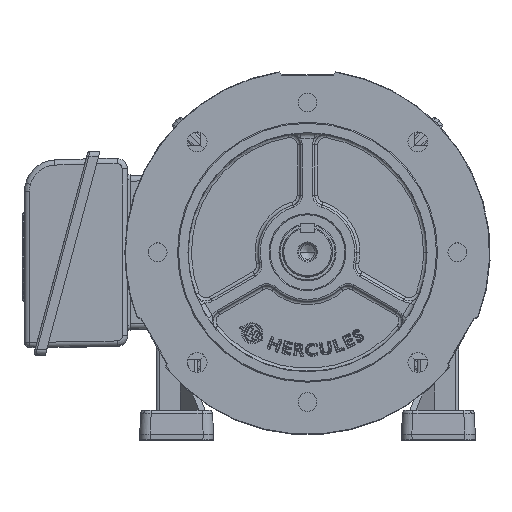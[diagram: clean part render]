
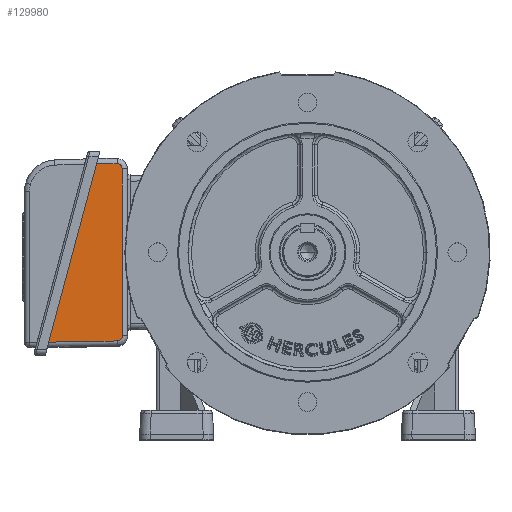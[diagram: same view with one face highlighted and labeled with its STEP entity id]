
A CAD part, top view. The second image highlights one B-rep face of the part: STEP entity #129980.
In plain terms, the highlighted face is planar.
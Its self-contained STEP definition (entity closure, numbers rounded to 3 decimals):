
#1352 = CARTESIAN_POINT ( 'NONE',  ( 87.5, 12.221, 55.11 ) ) ;
#2520 = AXIS2_PLACEMENT_3D ( 'NONE', #1352, #119575, #142465 ) ;
#7119 = VERTEX_POINT ( 'NONE', #108226 ) ;
#7245 = ORIENTED_EDGE ( 'NONE', *, *, #66165, .T. ) ;
#8115 = LINE ( 'NONE', #31779, #149468 ) ;
#13464 = EDGE_CURVE ( 'NONE', #99138, #7119, #24939, .T. ) ;
#16556 = DIRECTION ( 'NONE',  ( 0.017, 0.017, -1. ) ) ;
#17935 = DIRECTION ( 'NONE',  ( -0.005, 1., 0. ) ) ;
#22802 = CARTESIAN_POINT ( 'NONE',  ( 87.981, 83.084, 7.584 ) ) ;
#23177 = VECTOR ( 'NONE', #127190, 1000. ) ;
#24939 = LINE ( 'NONE', #127946, #23177 ) ;
#26727 = VERTEX_POINT ( 'NONE', #52790 ) ;
#31401 =( BOUNDED_CURVE ( )  B_SPLINE_CURVE ( 3, ( #127322, #22802, #128815, #117371 ),
 .UNSPECIFIED., .F., .F. ) 
 B_SPLINE_CURVE_WITH_KNOTS ( ( 4, 4 ),
 ( 3.403, 4.957 ),
 .UNSPECIFIED. ) 
 CURVE ( )  GEOMETRIC_REPRESENTATION_ITEM ( )  RATIONAL_B_SPLINE_CURVE ( ( 1., 0.809, 0.809, 1. ) ) 
 REPRESENTATION_ITEM ( '' )  );
#31779 = CARTESIAN_POINT ( 'NONE',  ( 88.66, -85.148, 12.413 ) ) ;
#34054 = CARTESIAN_POINT ( 'NONE',  ( 87.5, -86.355, 81.523 ) ) ;
#41268 =( BOUNDED_CURVE ( )  B_SPLINE_CURVE ( 3, ( #119243, #106291, #59050, #61292 ),
 .UNSPECIFIED., .F., .T. ) 
 B_SPLINE_CURVE_WITH_KNOTS ( ( 4, 4 ),
 ( 1.85, 3.403 ),
 .UNSPECIFIED. ) 
 CURVE ( )  GEOMETRIC_REPRESENTATION_ITEM ( )  RATIONAL_B_SPLINE_CURVE ( ( 1., 0.809, 0.809, 1. ) ) 
 REPRESENTATION_ITEM ( '' )  );
#43109 = VECTOR ( 'NONE', #138668, 1000. ) ;
#43871 = CARTESIAN_POINT ( 'NONE',  ( 87.889, 85.195, 12.497 ) ) ;
#44406 = VERTEX_POINT ( 'NONE', #43871 ) ;
#49333 = EDGE_CURVE ( 'NONE', #99138, #147734, #8115, .T. ) ;
#52790 = CARTESIAN_POINT ( 'NONE',  ( 88.719, -80.15, 7.584 ) ) ;
#55803 = EDGE_CURVE ( 'NONE', #26727, #92231, #146095, .T. ) ;
#59050 = CARTESIAN_POINT ( 'NONE',  ( 88.732, -83.039, 7.584 ) ) ;
#59377 = PLANE ( 'NONE',  #2520 ) ;
#61292 = CARTESIAN_POINT ( 'NONE',  ( 88.719, -80.15, 7.584 ) ) ;
#66165 = EDGE_CURVE ( 'NONE', #44406, #7119, #102821, .T. ) ;
#66272 = ORIENTED_EDGE ( 'NONE', *, *, #81827, .T. ) ;
#67375 = EDGE_LOOP ( 'NONE', ( #90864, #71969, #66272, #69440, #131637, #7245 ) ) ;
#69440 = ORIENTED_EDGE ( 'NONE', *, *, #55803, .T. ) ;
#71969 = ORIENTED_EDGE ( 'NONE', *, *, #49333, .T. ) ;
#75463 = CARTESIAN_POINT ( 'NONE',  ( 87.994, 80.196, 7.584 ) ) ;
#79215 = CARTESIAN_POINT ( 'NONE',  ( 87.189, 85.916, 53.818 ) ) ;
#81827 = EDGE_CURVE ( 'NONE', #147734, #26727, #41268, .T. ) ;
#90864 = ORIENTED_EDGE ( 'NONE', *, *, #13464, .F. ) ;
#92231 = VERTEX_POINT ( 'NONE', #75463 ) ;
#95956 = FACE_OUTER_BOUND ( 'NONE', #67375, .T. ) ;
#99138 = VERTEX_POINT ( 'NONE', #34054 ) ;
#102821 = LINE ( 'NONE', #79215, #43109 ) ;
#103917 = VECTOR ( 'NONE', #17935, 1000. ) ;
#106291 = CARTESIAN_POINT ( 'NONE',  ( 88.707, -85.099, 9.609 ) ) ;
#108226 = CARTESIAN_POINT ( 'NONE',  ( 87.5, 85.595, 35.449 ) ) ;
#117371 = CARTESIAN_POINT ( 'NONE',  ( 87.889, 85.195, 12.497 ) ) ;
#119243 = CARTESIAN_POINT ( 'NONE',  ( 88.658, -85.15, 12.497 ) ) ;
#119575 = DIRECTION ( 'NONE',  ( 1., 0.005, 0.017 ) ) ;
#122464 = CARTESIAN_POINT ( 'NONE',  ( 87.994, 80.173, 7.584 ) ) ;
#123200 = EDGE_CURVE ( 'NONE', #92231, #44406, #31401, .T. ) ;
#123857 = CARTESIAN_POINT ( 'NONE',  ( 88.658, -85.15, 12.497 ) ) ;
#127190 = DIRECTION ( 'NONE',  ( 0., 0.966, -0.259 ) ) ;
#127322 = CARTESIAN_POINT ( 'NONE',  ( 87.994, 80.196, 7.584 ) ) ;
#127946 = CARTESIAN_POINT ( 'NONE',  ( 87.5, 12.221, 55.11 ) ) ;
#128815 = CARTESIAN_POINT ( 'NONE',  ( 87.938, 85.144, 9.609 ) ) ;
#129980 = ADVANCED_FACE ( 'NONE', ( #95956 ), #59377, .T. ) ;
#131637 = ORIENTED_EDGE ( 'NONE', *, *, #123200, .T. ) ;
#138668 = DIRECTION ( 'NONE',  ( -0.017, 0.017, 1. ) ) ;
#142465 = DIRECTION ( 'NONE',  ( 0.017, 0., -1. ) ) ;
#146095 = LINE ( 'NONE', #122464, #103917 ) ;
#147734 = VERTEX_POINT ( 'NONE', #123857 ) ;
#149468 = VECTOR ( 'NONE', #16556, 1000. ) ;
